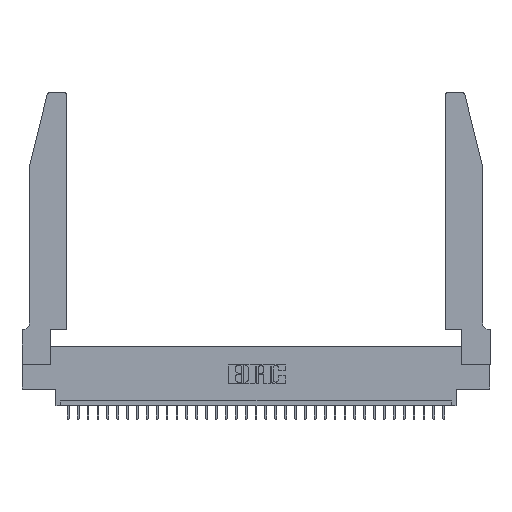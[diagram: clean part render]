
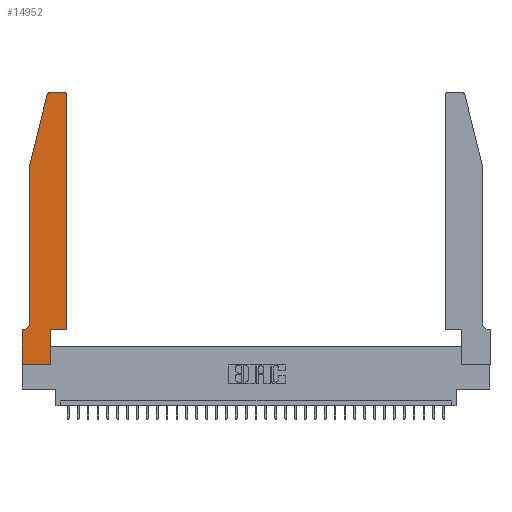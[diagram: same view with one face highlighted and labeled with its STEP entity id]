
A CAD part, top view. The second image highlights one B-rep face of the part: STEP entity #14952.
In plain terms, the highlighted planar face has unit normal (0, 0, 1).
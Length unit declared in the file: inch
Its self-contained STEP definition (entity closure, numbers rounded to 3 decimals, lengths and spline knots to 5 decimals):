
#81 = ORIENTED_EDGE ( 'NONE', *, *, #8466, .T. ) ;
#467 = VERTEX_POINT ( 'NONE', #15500 ) ;
#478 = VECTOR ( 'NONE', #9240, 39.37008 ) ;
#846 = DIRECTION ( 'NONE',  ( 0., 0., 1. ) ) ;
#1854 = CARTESIAN_POINT ( 'NONE',  ( 0.2605, 2.75, 0.37 ) ) ;
#2027 = CARTESIAN_POINT ( 'NONE',  ( 0.0055, 0.42, 0.37 ) ) ;
#2658 = VECTOR ( 'NONE', #9348, 39.37008 ) ;
#2952 = EDGE_CURVE ( 'NONE', #30517, #3224, #23022, .T. ) ;
#3224 = VERTEX_POINT ( 'NONE', #5581 ) ;
#3862 = CARTESIAN_POINT ( 'NONE',  ( 0.4505, 0.35, 0.37 ) ) ;
#4102 = VECTOR ( 'NONE', #15297, 39.37008 ) ;
#4661 = AXIS2_PLACEMENT_3D ( 'NONE', #12838, #9688, #14777 ) ;
#5242 = ORIENTED_EDGE ( 'NONE', *, *, #32390, .T. ) ;
#5581 = CARTESIAN_POINT ( 'NONE',  ( 0.4505, 2.72, 0.37 ) ) ;
#5777 = VERTEX_POINT ( 'NONE', #30924 ) ;
#6248 = ORIENTED_EDGE ( 'NONE', *, *, #8427, .T. ) ;
#6594 = ORIENTED_EDGE ( 'NONE', *, *, #23360, .T. ) ;
#6795 = DIRECTION ( 'NONE',  ( 1., 0., 0. ) ) ;
#7171 = AXIS2_PLACEMENT_3D ( 'NONE', #14362, #846, #6795 ) ;
#7803 = ORIENTED_EDGE ( 'NONE', *, *, #20243, .T. ) ;
#7913 = CARTESIAN_POINT ( 'NONE',  ( 0.0755, 2., 0.37 ) ) ;
#8080 = DIRECTION ( 'NONE',  ( 0., -1., 0. ) ) ;
#8279 = ORIENTED_EDGE ( 'NONE', *, *, #8505, .T. ) ;
#8427 = EDGE_CURVE ( 'NONE', #11594, #20837, #12328, .T. ) ;
#8466 = EDGE_CURVE ( 'NONE', #22934, #10858, #27687, .T. ) ;
#8505 = EDGE_CURVE ( 'NONE', #33970, #28917, #33625, .T. ) ;
#8648 = FACE_OUTER_BOUND ( 'NONE', #15765, .T. ) ;
#9240 = DIRECTION ( 'NONE',  ( -1., 0., 0. ) ) ;
#9304 = DIRECTION ( 'NONE',  ( 0., 1., 0. ) ) ;
#9348 = DIRECTION ( 'NONE',  ( 1., 0., 0. ) ) ;
#9688 = DIRECTION ( 'NONE',  ( 0., 0., 1. ) ) ;
#10243 = CARTESIAN_POINT ( 'NONE',  ( 0.0755, 2., 0.37 ) ) ;
#10272 = CARTESIAN_POINT ( 'NONE',  ( 0.0755, 2., 0.37 ) ) ;
#10279 = CARTESIAN_POINT ( 'NONE',  ( 0.4505, 0.35, 0.37 ) ) ;
#10858 = VERTEX_POINT ( 'NONE', #31274 ) ;
#11574 = DIRECTION ( 'NONE',  ( 0., -1., 0. ) ) ;
#11594 = VERTEX_POINT ( 'NONE', #17945 ) ;
#12292 = LINE ( 'NONE', #23023, #32330 ) ;
#12328 = LINE ( 'NONE', #23064, #4102 ) ;
#12838 = CARTESIAN_POINT ( 'NONE',  ( 0.284, 2.72, 0.37 ) ) ;
#12876 = LINE ( 'NONE', #10243, #14277 ) ;
#13816 = CARTESIAN_POINT ( 'NONE',  ( 0., 0., 0.37 ) ) ;
#13889 = EDGE_CURVE ( 'NONE', #16836, #30517, #12292, .T. ) ;
#14268 = ORIENTED_EDGE ( 'NONE', *, *, #23230, .T. ) ;
#14277 = VECTOR ( 'NONE', #15166, 39.37008 ) ;
#14362 = CARTESIAN_POINT ( 'NONE',  ( 0.4205, 2.72, 0.37 ) ) ;
#14777 = DIRECTION ( 'NONE',  ( 1., 0., 0. ) ) ;
#14952 = ADVANCED_FACE ( 'NONE', ( #8648 ), #19379, .T. ) ;
#15166 = DIRECTION ( 'NONE',  ( -0.239, -0.971, 0. ) ) ;
#15297 = DIRECTION ( 'NONE',  ( -1., 0., 0. ) ) ;
#15500 = CARTESIAN_POINT ( 'NONE',  ( 0.4205, 2.75, 0.37 ) ) ;
#15765 = EDGE_LOOP ( 'NONE', ( #14268, #81, #23924, #8279, #6594, #6248, #17664, #5242, #18716, #31601, #17247, #7803 ) ) ;
#16080 = AXIS2_PLACEMENT_3D ( 'NONE', #21665, #27125, #27296 ) ;
#16836 = VERTEX_POINT ( 'NONE', #18499 ) ;
#17247 = ORIENTED_EDGE ( 'NONE', *, *, #2952, .T. ) ;
#17333 = EDGE_CURVE ( 'NONE', #20837, #23109, #33400, .T. ) ;
#17664 = ORIENTED_EDGE ( 'NONE', *, *, #17333, .T. ) ;
#17945 = CARTESIAN_POINT ( 'NONE',  ( 0.0055, 0.35, 0.37 ) ) ;
#18193 = DIRECTION ( 'NONE',  ( 0., 0., -1. ) ) ;
#18499 = CARTESIAN_POINT ( 'NONE',  ( 0.2865, 0.35, 0.37 ) ) ;
#18716 = ORIENTED_EDGE ( 'NONE', *, *, #28836, .T. ) ;
#19379 = PLANE ( 'NONE',  #16080 ) ;
#19909 = CARTESIAN_POINT ( 'NONE',  ( 0., 0., 0.37 ) ) ;
#20243 = EDGE_CURVE ( 'NONE', #3224, #467, #25690, .T. ) ;
#20837 = VERTEX_POINT ( 'NONE', #28531 ) ;
#21497 = VECTOR ( 'NONE', #8080, 39.37008 ) ;
#21665 = CARTESIAN_POINT ( 'NONE',  ( 0., 0.35, 0.37 ) ) ;
#21796 = CIRCLE ( 'NONE', #29654, 0.07 ) ;
#22934 = VERTEX_POINT ( 'NONE', #29653 ) ;
#23022 = LINE ( 'NONE', #3862, #23571 ) ;
#23023 = CARTESIAN_POINT ( 'NONE',  ( 0.4505, 0.35, 0.37 ) ) ;
#23064 = CARTESIAN_POINT ( 'NONE',  ( 0.0755, 0.35, 0.37 ) ) ;
#23109 = VERTEX_POINT ( 'NONE', #13816 ) ;
#23195 = DIRECTION ( 'NONE',  ( 1., 0., 0. ) ) ;
#23230 = EDGE_CURVE ( 'NONE', #467, #22934, #25947, .T. ) ;
#23360 = EDGE_CURVE ( 'NONE', #28917, #11594, #21796, .T. ) ;
#23571 = VECTOR ( 'NONE', #9304, 39.37008 ) ;
#23924 = ORIENTED_EDGE ( 'NONE', *, *, #29621, .T. ) ;
#24380 = LINE ( 'NONE', #24901, #30992 ) ;
#24901 = CARTESIAN_POINT ( 'NONE',  ( 0.2865, 0.35, 0.37 ) ) ;
#25540 = VECTOR ( 'NONE', #11574, 39.37008 ) ;
#25690 = CIRCLE ( 'NONE', #7171, 0.03 ) ;
#25947 = LINE ( 'NONE', #1854, #478 ) ;
#27125 = DIRECTION ( 'NONE',  ( 0., 0., 1. ) ) ;
#27296 = DIRECTION ( 'NONE',  ( 1., 0., 0. ) ) ;
#27687 = CIRCLE ( 'NONE', #4661, 0.03 ) ;
#28531 = CARTESIAN_POINT ( 'NONE',  ( 0., 0.35, 0.37 ) ) ;
#28836 = EDGE_CURVE ( 'NONE', #5777, #16836, #24380, .T. ) ;
#28917 = VERTEX_POINT ( 'NONE', #30000 ) ;
#29621 = EDGE_CURVE ( 'NONE', #10858, #33970, #12876, .T. ) ;
#29653 = CARTESIAN_POINT ( 'NONE',  ( 0.284, 2.75, 0.37 ) ) ;
#29654 = AXIS2_PLACEMENT_3D ( 'NONE', #2027, #18193, #31735 ) ;
#30000 = CARTESIAN_POINT ( 'NONE',  ( 0.0755, 0.42, 0.37 ) ) ;
#30517 = VERTEX_POINT ( 'NONE', #10279 ) ;
#30924 = CARTESIAN_POINT ( 'NONE',  ( 0.2865, 0., 0.37 ) ) ;
#30992 = VECTOR ( 'NONE', #32472, 39.37008 ) ;
#31274 = CARTESIAN_POINT ( 'NONE',  ( 0.25487, 2.72718, 0.37 ) ) ;
#31601 = ORIENTED_EDGE ( 'NONE', *, *, #13889, .T. ) ;
#31735 = DIRECTION ( 'NONE',  ( -1., 0., 0. ) ) ;
#32330 = VECTOR ( 'NONE', #23195, 39.37008 ) ;
#32390 = EDGE_CURVE ( 'NONE', #23109, #5777, #33285, .T. ) ;
#32472 = DIRECTION ( 'NONE',  ( 0., 1., 0. ) ) ;
#32868 = CARTESIAN_POINT ( 'NONE',  ( 0., 0., 0.37 ) ) ;
#33285 = LINE ( 'NONE', #19909, #2658 ) ;
#33400 = LINE ( 'NONE', #32868, #25540 ) ;
#33625 = LINE ( 'NONE', #7913, #21497 ) ;
#33970 = VERTEX_POINT ( 'NONE', #10272 ) ;
